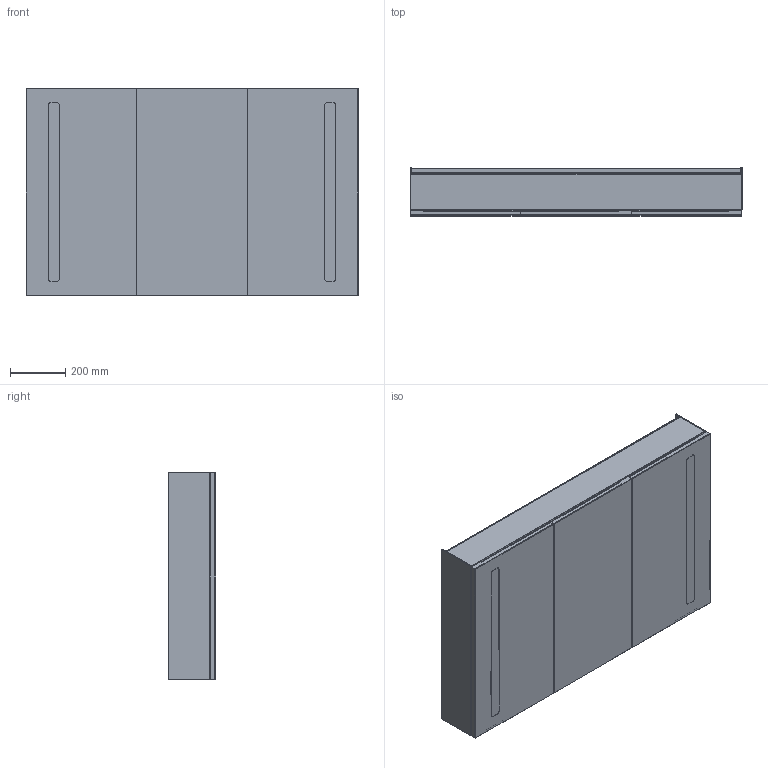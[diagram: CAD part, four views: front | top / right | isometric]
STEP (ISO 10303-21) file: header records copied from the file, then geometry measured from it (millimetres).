
FILE_DESCRIPTION(/* description */ (''),/* implementation_level */ '2;1');
FILE_NAME(/* name */ 'AJ506_A4231200_RFS.stp',/* time_stamp */ '2021-08-17T10:15:42+02:00',/* author */ ('StegeR'),/* organization */ (''),/* preprocessor_version */ 'ST-DEVELOPER v16.1',/* originating_system */ 'Autodesk Inventor 2016',/* authorisation */ '');
FILE_SCHEMA (('AUTOMOTIVE_DESIGN { 1 0 10303 214 3 1 1 }'));
Products named in the file (1): AJ506_A4231200_RFS
Bounding box: 1200 x 173 x 750 mm (x, y, z)
Volume: 32822346.7 mm3; surface area: 10123952.1 mm2
Topology: 86 solids, 86 shells, 4445 faces, 12040 edges, 7851 vertices
Faces by surface type: plane 2505, cylinder 1511, cone 216, bspline 159, torus 48, sphere 6
Full cylindrical faces by diameter (mm): 4 x14, 8 x12, 10 x6, 15 x1, 35 x7, 120 x1
Entity records: 143544 total; most frequent: CARTESIAN_POINT 30807, ORIENTED_EDGE 23958, DIRECTION 23165, EDGE_CURVE 11979, VERTEX_POINT 7838, LINE 7773, VECTOR 7773, AXIS2_PLACEMENT_3D 7696
